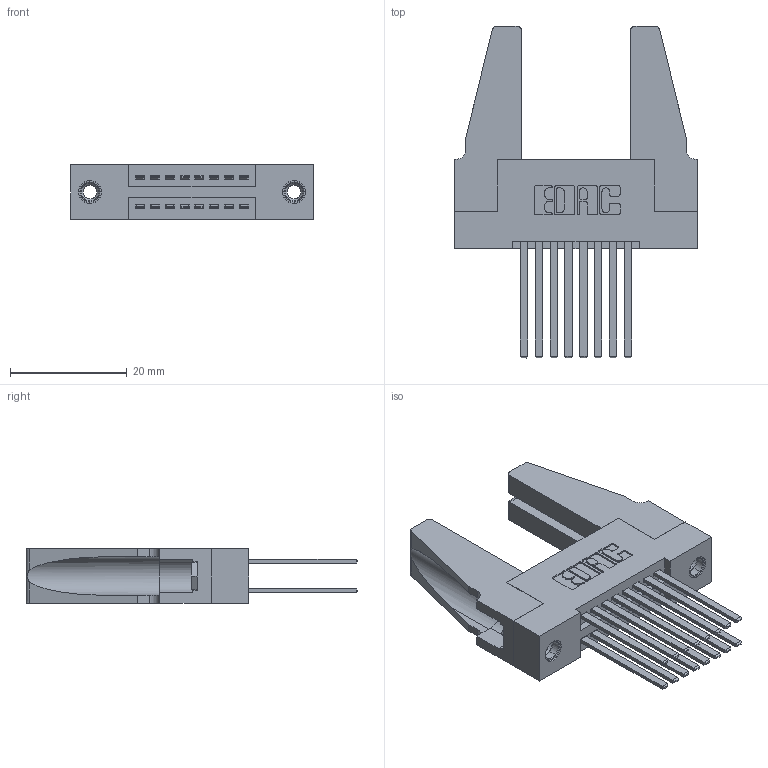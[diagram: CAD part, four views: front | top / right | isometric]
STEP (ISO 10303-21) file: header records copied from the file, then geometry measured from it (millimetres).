
FILE_DESCRIPTION (( 'STEP AP203' ), '1' );
FILE_NAME ('345-016-544-288.STEP', '2019-10-27T04:32:16', ( '' ), ( '' ), 'SwSTEP 2.0', 'SolidWorks 2016', '' );
FILE_SCHEMA (( 'CONFIG_CONTROL_DESIGN' ));
Length unit declared in the file: inch
Products named in the file (5): 345-220-078_345-220-088; 345-250-001_345-250-001-102; 345-016-544-288; 345-292-001_345-293-144; 345 Part_Flush Mounting Lugs - 0.156 Dia-TH
Assembly tree (21 placements, depth 2):
  345-016-544-288
    345 Part_Flush Mounting Lugs - 0.156 Dia-TH
    345-292-001_345-293-144  x16
    345-250-001_345-250-001-102  x2
    345-220-078_345-220-088  x2
Bounding box: 41.55 x 56.82 x 9.4 mm (x, y, z)
Volume: 7197.8 mm3; surface area: 8952.9 mm2
Topology: 21 solids, 21 shells, 954 faces, 2751 edges, 1802 vertices
Faces by surface type: plane 616, cylinder 322, cone 12, torus 4
Entity records: 12818 total; most frequent: CARTESIAN_POINT 2174, ORIENTED_EDGE 2068, DIRECTION 1962, EDGE_CURVE 1034, LINE 832, VECTOR 832, VERTEX_POINT 682, AXIS2_PLACEMENT_3D 565
